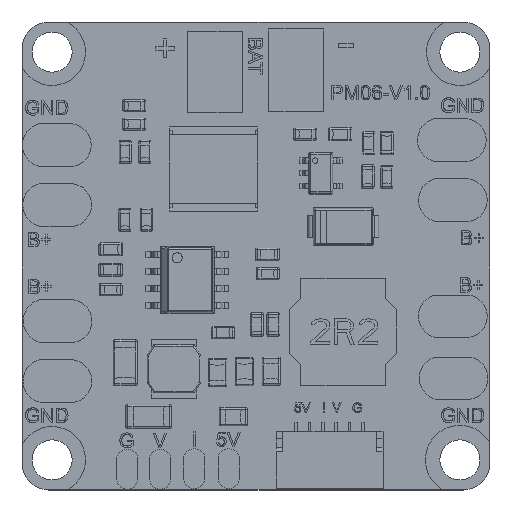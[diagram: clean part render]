
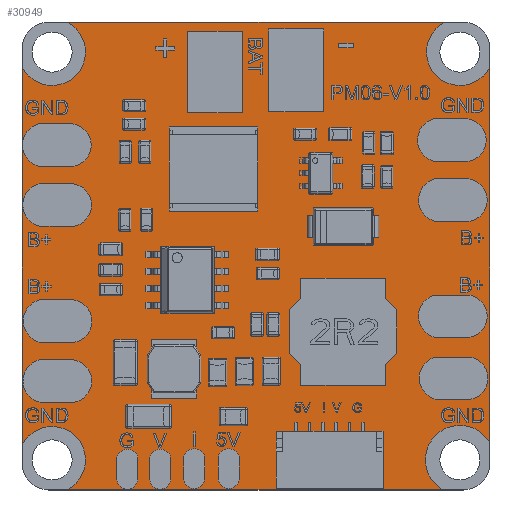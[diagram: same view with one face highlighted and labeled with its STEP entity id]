
A CAD part, top view. The second image highlights one B-rep face of the part: STEP entity #30949.
In plain terms, the highlighted planar face has unit normal (0, 0, 1).
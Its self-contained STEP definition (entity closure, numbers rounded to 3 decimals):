
#1581=FACE_BOUND('',#5336,.T.);
#1582=FACE_BOUND('',#5337,.T.);
#1583=FACE_BOUND('',#5338,.T.);
#1584=FACE_BOUND('',#5339,.T.);
#2304=PLANE('',#33383);
#3569=FACE_OUTER_BOUND('',#5335,.T.);
#5335=EDGE_LOOP('',(#24446,#24447,#24448,#24449,#24450,#24451,#24452,#24453));
#5336=EDGE_LOOP('',(#24454));
#5337=EDGE_LOOP('',(#24455));
#5338=EDGE_LOOP('',(#24456));
#5339=EDGE_LOOP('',(#24457));
#6783=CIRCLE('',#33357,1.5);
#6785=CIRCLE('',#33360,1.5);
#6787=CIRCLE('',#33363,1.5);
#6789=CIRCLE('',#33366,1.5);
#6790=CIRCLE('',#33369,2.);
#6792=CIRCLE('',#33373,2.);
#6794=CIRCLE('',#33377,2.);
#6796=CIRCLE('',#33381,2.);
#8355=LINE('',#45325,#11420);
#8360=LINE('',#45339,#11425);
#8364=LINE('',#45351,#11429);
#8368=LINE('',#45363,#11433);
#11420=VECTOR('',#37971,10.);
#11425=VECTOR('',#37984,10.);
#11429=VECTOR('',#37996,10.);
#11433=VECTOR('',#38008,10.);
#14257=VERTEX_POINT('',#45301);
#14259=VERTEX_POINT('',#45307);
#14261=VERTEX_POINT('',#45313);
#14263=VERTEX_POINT('',#45319);
#14264=VERTEX_POINT('',#45323);
#14265=VERTEX_POINT('',#45324);
#14268=VERTEX_POINT('',#45332);
#14270=VERTEX_POINT('',#45338);
#14272=VERTEX_POINT('',#45344);
#14274=VERTEX_POINT('',#45350);
#14276=VERTEX_POINT('',#45356);
#14278=VERTEX_POINT('',#45362);
#17924=EDGE_CURVE('',#14257,#14257,#6783,.T.);
#17927=EDGE_CURVE('',#14259,#14259,#6785,.T.);
#17930=EDGE_CURVE('',#14261,#14261,#6787,.T.);
#17933=EDGE_CURVE('',#14263,#14263,#6789,.T.);
#17934=EDGE_CURVE('',#14264,#14265,#8355,.T.);
#17938=EDGE_CURVE('',#14265,#14268,#6790,.T.);
#17941=EDGE_CURVE('',#14268,#14270,#8360,.T.);
#17944=EDGE_CURVE('',#14270,#14272,#6792,.T.);
#17947=EDGE_CURVE('',#14272,#14274,#8364,.T.);
#17950=EDGE_CURVE('',#14274,#14276,#6794,.T.);
#17953=EDGE_CURVE('',#14276,#14278,#8368,.T.);
#17956=EDGE_CURVE('',#14278,#14264,#6796,.T.);
#24446=ORIENTED_EDGE('',*,*,#17956,.T.);
#24447=ORIENTED_EDGE('',*,*,#17934,.T.);
#24448=ORIENTED_EDGE('',*,*,#17938,.T.);
#24449=ORIENTED_EDGE('',*,*,#17941,.T.);
#24450=ORIENTED_EDGE('',*,*,#17944,.T.);
#24451=ORIENTED_EDGE('',*,*,#17947,.T.);
#24452=ORIENTED_EDGE('',*,*,#17950,.T.);
#24453=ORIENTED_EDGE('',*,*,#17953,.T.);
#24454=ORIENTED_EDGE('',*,*,#17933,.T.);
#24455=ORIENTED_EDGE('',*,*,#17930,.T.);
#24456=ORIENTED_EDGE('',*,*,#17927,.T.);
#24457=ORIENTED_EDGE('',*,*,#17924,.T.);
#30949=ADVANCED_FACE('',(#3569,#1581,#1582,#1583,#1584),#2304,.T.);
#33357=AXIS2_PLACEMENT_3D('',#45303,#37946,#37947);
#33360=AXIS2_PLACEMENT_3D('',#45309,#37953,#37954);
#33363=AXIS2_PLACEMENT_3D('',#45315,#37960,#37961);
#33366=AXIS2_PLACEMENT_3D('',#45321,#37967,#37968);
#33369=AXIS2_PLACEMENT_3D('',#45333,#37977,#37978);
#33373=AXIS2_PLACEMENT_3D('',#45345,#37989,#37990);
#33377=AXIS2_PLACEMENT_3D('',#45357,#38001,#38002);
#33381=AXIS2_PLACEMENT_3D('',#45368,#38013,#38014);
#33383=AXIS2_PLACEMENT_3D('',#45370,#38017,#38018);
#37946=DIRECTION('center_axis',(0.,0.,-1.));
#37947=DIRECTION('ref_axis',(1.,0.,0.));
#37953=DIRECTION('center_axis',(0.,0.,-1.));
#37954=DIRECTION('ref_axis',(1.,0.,0.));
#37960=DIRECTION('center_axis',(0.,0.,-1.));
#37961=DIRECTION('ref_axis',(1.,0.,0.));
#37967=DIRECTION('center_axis',(0.,0.,-1.));
#37968=DIRECTION('ref_axis',(1.,0.,0.));
#37971=DIRECTION('',(0.,1.,0.));
#37977=DIRECTION('center_axis',(0.,0.,1.));
#37978=DIRECTION('ref_axis',(1.,0.,0.));
#37984=DIRECTION('',(-1.,0.,0.));
#37989=DIRECTION('center_axis',(0.,0.,1.));
#37990=DIRECTION('ref_axis',(0.,1.,0.));
#37996=DIRECTION('',(0.,-1.,0.));
#38001=DIRECTION('center_axis',(0.,0.,1.));
#38002=DIRECTION('ref_axis',(-1.,0.,0.));
#38008=DIRECTION('',(1.,0.,0.));
#38013=DIRECTION('center_axis',(0.,0.,1.));
#38014=DIRECTION('ref_axis',(0.,-1.,0.));
#38017=DIRECTION('center_axis',(0.,0.,1.));
#38018=DIRECTION('ref_axis',(1.,0.,0.));
#45301=CARTESIAN_POINT('',(-16.75,15.25,0.));
#45303=CARTESIAN_POINT('Origin',(-15.25,15.25,0.));
#45307=CARTESIAN_POINT('',(13.75,15.25,0.));
#45309=CARTESIAN_POINT('Origin',(15.25,15.25,0.));
#45313=CARTESIAN_POINT('',(-16.75,-15.25,0.));
#45315=CARTESIAN_POINT('Origin',(-15.25,-15.25,0.));
#45319=CARTESIAN_POINT('',(13.75,-15.25,0.));
#45321=CARTESIAN_POINT('Origin',(15.25,-15.25,0.));
#45323=CARTESIAN_POINT('',(17.5,-15.5,0.));
#45324=CARTESIAN_POINT('',(17.5,15.5,0.));
#45325=CARTESIAN_POINT('',(17.5,-15.5,0.));
#45332=CARTESIAN_POINT('',(15.5,17.5,0.));
#45333=CARTESIAN_POINT('Origin',(15.5,15.5,0.));
#45338=CARTESIAN_POINT('',(-15.5,17.5,0.));
#45339=CARTESIAN_POINT('',(15.5,17.5,0.));
#45344=CARTESIAN_POINT('',(-17.5,15.5,0.));
#45345=CARTESIAN_POINT('Origin',(-15.5,15.5,0.));
#45350=CARTESIAN_POINT('',(-17.5,-15.5,0.));
#45351=CARTESIAN_POINT('',(-17.5,15.5,0.));
#45356=CARTESIAN_POINT('',(-15.5,-17.5,0.));
#45357=CARTESIAN_POINT('Origin',(-15.5,-15.5,0.));
#45362=CARTESIAN_POINT('',(15.5,-17.5,0.));
#45363=CARTESIAN_POINT('',(-15.5,-17.5,0.));
#45368=CARTESIAN_POINT('Origin',(15.5,-15.5,0.));
#45370=CARTESIAN_POINT('Origin',(0.,0.,0.));
